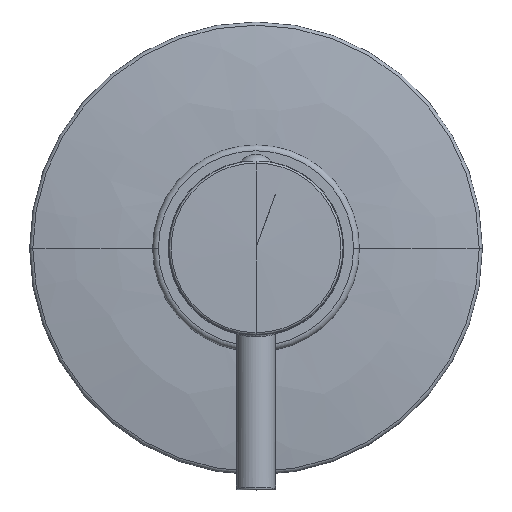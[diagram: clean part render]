
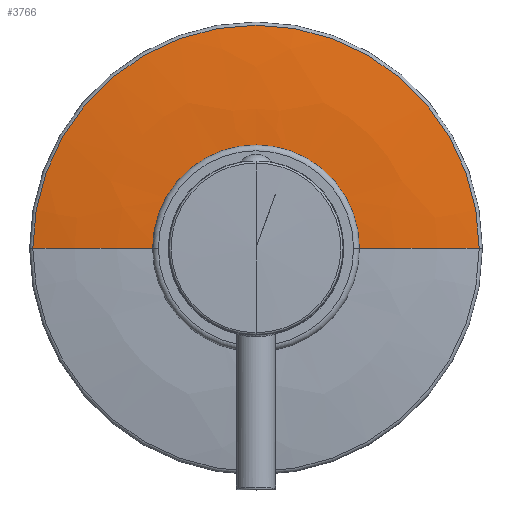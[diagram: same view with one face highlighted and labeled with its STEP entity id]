
A CAD part, top view. The second image highlights one B-rep face of the part: STEP entity #3766.
In plain terms, the highlighted free-form (B-spline) face has degree [3, 3] with [7, 4] control points.
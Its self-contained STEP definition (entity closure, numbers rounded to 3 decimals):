
#144=CARTESIAN_POINT('',(0.,0.,49.));
#145=DIRECTION('',(0.,0.,-1.));
#146=DIRECTION('',(-1.,0.,0.));
#147=AXIS2_PLACEMENT_3D('',#144,#145,#146);
#149=CARTESIAN_POINT('',(0.,0.,46.149));
#150=DIRECTION('',(0.,0.,1.));
#151=DIRECTION('',(1.,0.,0.));
#152=AXIS2_PLACEMENT_3D('',#149,#150,#151);
#169=CARTESIAN_POINT('',(-25.,0.,-134.));
#170=DIRECTION('',(0.,1.,0.));
#171=DIRECTION('',(-0.176,0.,0.984));
#172=AXIS2_PLACEMENT_3D('',#169,#170,#171);
#174=CARTESIAN_POINT('',(25.,0.,-134.));
#175=DIRECTION('',(0.,-1.,0.));
#176=DIRECTION('',(0.176,0.,0.984));
#177=AXIS2_PLACEMENT_3D('',#174,#175,#176);
#3386=CARTESIAN_POINT('',(-25.,0.,49.));
#3388=VERTEX_POINT('',#3386);
#3390=CARTESIAN_POINT('',(25.,0.,49.));
#3392=VERTEX_POINT('',#3390);
#3398=CARTESIAN_POINT('',(-57.176,0.,46.149));
#3399=CARTESIAN_POINT('',(57.176,0.,
46.149));
#3400=VERTEX_POINT('',#3398);
#3401=VERTEX_POINT('',#3399);
#3728=CARTESIAN_POINT('',(-24.305,-1.529,
48.999));
#3729=CARTESIAN_POINT('',(-35.511,-2.234,
49.039));
#3730=CARTESIAN_POINT('',(-46.674,-2.936,
48.048));
#3731=CARTESIAN_POINT('',(-57.698,-3.63,
46.034));
#3732=CARTESIAN_POINT('',(-25.246,13.428,48.999));
#3733=CARTESIAN_POINT('',(-36.886,19.619,49.039));
#3734=CARTESIAN_POINT('',(-48.481,25.786,48.048));
#3735=CARTESIAN_POINT('',(-59.932,31.877,46.034));
#3736=CARTESIAN_POINT('',(-14.987,24.353,48.999));
#3737=CARTESIAN_POINT('',(-21.897,35.581,49.039));
#3738=CARTESIAN_POINT('',(-28.78,46.766,48.048));
#3739=CARTESIAN_POINT('',(-35.578,57.812,46.034));
#3740=CARTESIAN_POINT('',(0.,24.353,48.999));
#3741=CARTESIAN_POINT('',(0.,35.581,49.039));
#3742=CARTESIAN_POINT('',(0.,46.766,48.048));
#3743=CARTESIAN_POINT('',(0.,57.812,46.034));
#3744=CARTESIAN_POINT('',(14.987,24.353,48.999));
#3745=CARTESIAN_POINT('',(21.897,35.581,49.039));
#3746=CARTESIAN_POINT('',(28.78,46.766,48.048));
#3747=CARTESIAN_POINT('',(35.578,57.812,46.034));
#3748=CARTESIAN_POINT('',(25.246,13.428,48.999));
#3749=CARTESIAN_POINT('',(36.886,19.619,49.039));
#3750=CARTESIAN_POINT('',(48.481,25.786,48.048));
#3751=CARTESIAN_POINT('',(59.932,31.877,46.034));
#3752=CARTESIAN_POINT('',(24.305,-1.529,48.999));
#3753=CARTESIAN_POINT('',(35.511,-2.234,49.039));
#3754=CARTESIAN_POINT('',(46.674,-2.936,48.048));
#3755=CARTESIAN_POINT('',(57.698,-3.63,46.034));
#3756=(BOUNDED_SURFACE()B_SPLINE_SURFACE(3,3,((#3728,#3729,#3730,#3731),(#3732,
#3733,#3734,#3735),(#3736,#3737,#3738,#3739),(#3740,#3741,#3742,#3743),(#3744,
#3745,#3746,#3747),(#3748,#3749,#3750,#3751),(#3752,#3753,#3754,#3755)),
.UNSPECIFIED.,.F.,.F.,.F.)B_SPLINE_SURFACE_WITH_KNOTS((4,3,4),(4,4),(0.,1.,
2.),(0.,1.),.UNSPECIFIED.)GEOMETRIC_REPRESENTATION_ITEM()RATIONAL_B_SPLINE_SURFACE(((1.19,1.186,1.186,1.19),(
0.94,0.937,0.937,0.94),(
0.94,0.937,0.937,0.94),(
1.19,1.186,1.186,1.19),(
0.94,0.937,0.937,0.94),(
0.94,0.937,0.937,0.94),(
1.19,1.186,1.186,1.19)))REPRESENTATION_ITEM('')SURFACE());
#3758=ORIENTED_EDGE('',*,*,#3757,.F.);
#3760=ORIENTED_EDGE('',*,*,#3759,.T.);
#3761=ORIENTED_EDGE('',*,*,#3714,.F.);
#3763=ORIENTED_EDGE('',*,*,#3762,.F.);
#3764=EDGE_LOOP('',(#3758,#3760,#3761,#3763));
#3765=FACE_OUTER_BOUND('',#3764,.F.);
#3766=ADVANCED_FACE('',(#3765),#3756,.T.);
#148=CIRCLE('',#147,25.);
#153=CIRCLE('',#152,57.176);
#173=CIRCLE('',#172,183.);
#178=CIRCLE('',#177,183.);
#3714=EDGE_CURVE('',#3388,#3392,#148,.T.);
#3757=EDGE_CURVE('',#3401,#3400,#153,.T.);
#3759=EDGE_CURVE('',#3401,#3392,#178,.T.);
#3762=EDGE_CURVE('',#3400,#3388,#173,.T.);
